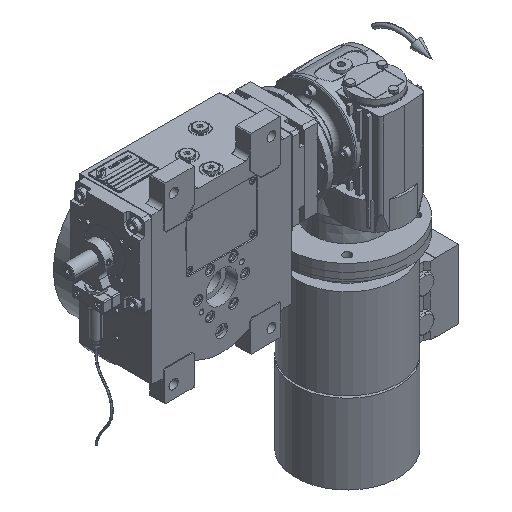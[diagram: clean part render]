
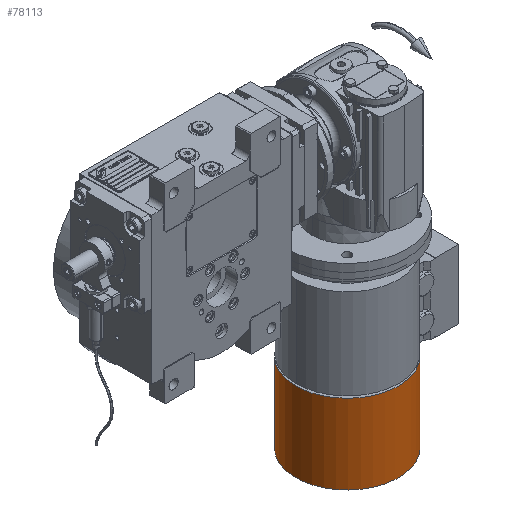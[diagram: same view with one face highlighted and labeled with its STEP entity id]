
A CAD part, isometric view. The second image highlights one B-rep face of the part: STEP entity #78113.
In plain terms, the highlighted cylindrical face has radius 60.5 mm (diameter 121 mm), a partial arc.
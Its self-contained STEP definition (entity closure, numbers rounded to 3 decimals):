
#2125 = CIRCLE ( 'NONE', #7564, 60.5 ) ;
#5299 = DIRECTION ( 'NONE',  ( 0., 0.719, -0.695 ) ) ;
#6274 = CARTESIAN_POINT ( 'NONE',  ( -64.811, 37.234, -42.027 ) ) ;
#6327 = VERTEX_POINT ( 'NONE', #81481 ) ;
#6366 = CYLINDRICAL_SURFACE ( 'NONE', #85835, 60.5 ) ;
#7564 = AXIS2_PLACEMENT_3D ( 'NONE', #71155, #54223, #96090 ) ;
#14847 = FACE_OUTER_BOUND ( 'NONE', #110695, .T. ) ;
#15794 = VECTOR ( 'NONE', #101737, 1000. ) ;
#16439 = CARTESIAN_POINT ( 'NONE',  ( -64.811, 37.234, -42.027 ) ) ;
#22945 = VERTEX_POINT ( 'NONE', #84032 ) ;
#29781 = VECTOR ( 'NONE', #61739, 1000. ) ;
#34115 = ORIENTED_EDGE ( 'NONE', *, *, #47733, .F. ) ;
#34311 = CARTESIAN_POINT ( 'NONE',  ( -64.811, -49.806, 42.027 ) ) ;
#35809 = LINE ( 'NONE', #71903, #29781 ) ;
#40805 = CARTESIAN_POINT ( 'NONE',  ( -26.951, -6.286, 0. ) ) ;
#44615 = EDGE_CURVE ( 'NONE', #82202, #58782, #2125, .T. ) ;
#47081 = DIRECTION ( 'NONE',  ( -1., 0., 0. ) ) ;
#47733 = EDGE_CURVE ( 'NONE', #6327, #82202, #35809, .T. ) ;
#54223 = DIRECTION ( 'NONE',  ( 1., 0., 0. ) ) ;
#54285 = EDGE_CURVE ( 'NONE', #58782, #22945, #101197, .T. ) ;
#58782 = VERTEX_POINT ( 'NONE', #6274 ) ;
#61739 = DIRECTION ( 'NONE',  ( 1., 0., 0. ) ) ;
#64669 = EDGE_CURVE ( 'NONE', #22945, #6327, #70410, .T. ) ;
#65660 = ORIENTED_EDGE ( 'NONE', *, *, #64669, .F. ) ;
#65778 = ORIENTED_EDGE ( 'NONE', *, *, #54285, .F. ) ;
#66766 = DIRECTION ( 'NONE',  ( -1., 0., 0. ) ) ;
#67463 = ORIENTED_EDGE ( 'NONE', *, *, #44615, .F. ) ;
#70410 = CIRCLE ( 'NONE', #75922, 60.5 ) ;
#71155 = CARTESIAN_POINT ( 'NONE',  ( -64.811, -6.286, 0. ) ) ;
#71903 = CARTESIAN_POINT ( 'NONE',  ( -158.212, -49.806, 42.027 ) ) ;
#75922 = AXIS2_PLACEMENT_3D ( 'NONE', #97976, #47081, #5299 ) ;
#78113 = ADVANCED_FACE ( 'NONE', ( #14847 ), #6366, .T. ) ;
#81481 = CARTESIAN_POINT ( 'NONE',  ( -158.212, -49.806, 42.027 ) ) ;
#82202 = VERTEX_POINT ( 'NONE', #34311 ) ;
#84032 = CARTESIAN_POINT ( 'NONE',  ( -158.212, 37.234, -42.027 ) ) ;
#85835 = AXIS2_PLACEMENT_3D ( 'NONE', #40805, #66766, #101264 ) ;
#96090 = DIRECTION ( 'NONE',  ( 0., -0.719, 0.695 ) ) ;
#97976 = CARTESIAN_POINT ( 'NONE',  ( -158.212, -6.286, 0. ) ) ;
#101197 = LINE ( 'NONE', #16439, #15794 ) ;
#101264 = DIRECTION ( 'NONE',  ( 0., 0.719, -0.695 ) ) ;
#101737 = DIRECTION ( 'NONE',  ( -1., 0., 0. ) ) ;
#110695 = EDGE_LOOP ( 'NONE', ( #67463, #34115, #65660, #65778 ) ) ;
